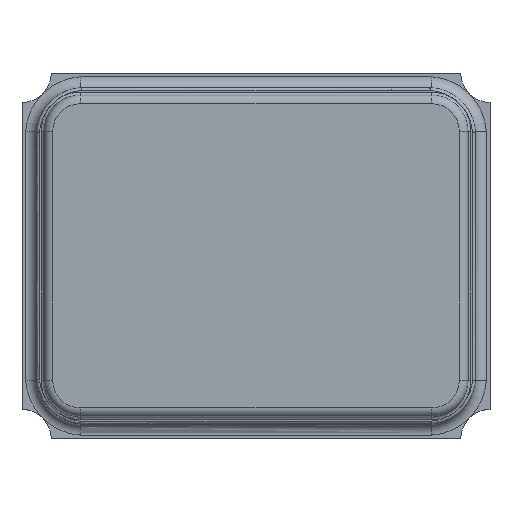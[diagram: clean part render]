
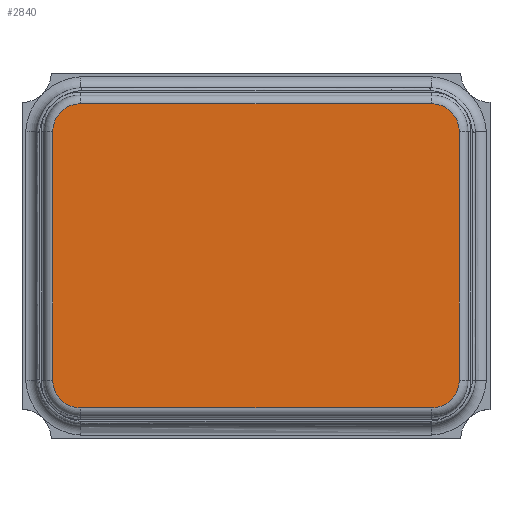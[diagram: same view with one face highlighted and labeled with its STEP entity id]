
A CAD part, top view. The second image highlights one B-rep face of the part: STEP entity #2840.
In plain terms, the highlighted planar face has unit normal (0, 0, 1).
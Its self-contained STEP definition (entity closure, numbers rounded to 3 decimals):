
#22 = LINE ( 'NONE', #2296, #3397 ) ;
#136 = EDGE_CURVE ( 'NONE', #1633, #2208, #951, .T. ) ;
#137 = LINE ( 'NONE', #3314, #829 ) ;
#170 = EDGE_CURVE ( 'NONE', #2151, #2984, #1998, .T. ) ;
#195 = EDGE_CURVE ( 'NONE', #2208, #1813, #22, .T. ) ;
#241 = DIRECTION ( 'NONE',  ( 0., 0., 1. ) ) ;
#257 = EDGE_CURVE ( 'NONE', #2984, #2685, #3865, .T. ) ;
#283 = EDGE_CURVE ( 'NONE', #1813, #2151, #414, .T. ) ;
#414 = CIRCLE ( 'NONE', #3470, 0.19 ) ;
#470 = EDGE_LOOP ( 'NONE', ( #563, #1877, #1781, #4138, #3347, #625, #3288, #844 ) ) ;
#515 = CARTESIAN_POINT ( 'NONE',  ( 2.8, 2.29, 0.6 ) ) ;
#563 = ORIENTED_EDGE ( 'NONE', *, *, #257, .T. ) ;
#625 = ORIENTED_EDGE ( 'NONE', *, *, #195, .T. ) ;
#652 = CARTESIAN_POINT ( 'NONE',  ( 0.4, 0.4, 0.6 ) ) ;
#732 = EDGE_CURVE ( 'NONE', #4584, #1633, #137, .T. ) ;
#746 = EDGE_CURVE ( 'NONE', #1011, #4584, #4260, .T. ) ;
#829 = VECTOR ( 'NONE', #1652, 1000. ) ;
#844 = ORIENTED_EDGE ( 'NONE', *, *, #170, .T. ) ;
#951 = CIRCLE ( 'NONE', #4541, 0.19 ) ;
#981 = LINE ( 'NONE', #4594, #1752 ) ;
#1011 = VERTEX_POINT ( 'NONE', #1229 ) ;
#1132 = DIRECTION ( 'NONE',  ( 1., 0., 0. ) ) ;
#1172 = CARTESIAN_POINT ( 'NONE',  ( 2.8, 2.1, 0.6 ) ) ;
#1229 = CARTESIAN_POINT ( 'NONE',  ( 2.8, 0.21, 0.6 ) ) ;
#1249 = AXIS2_PLACEMENT_3D ( 'NONE', #4202, #3395, #2652 ) ;
#1578 = AXIS2_PLACEMENT_3D ( 'NONE', #2892, #2937, #2201 ) ;
#1581 = DIRECTION ( 'NONE',  ( 0., 0., 1. ) ) ;
#1633 = VERTEX_POINT ( 'NONE', #4822 ) ;
#1652 = DIRECTION ( 'NONE',  ( 0., 1., 0. ) ) ;
#1752 = VECTOR ( 'NONE', #3052, 1000. ) ;
#1781 = ORIENTED_EDGE ( 'NONE', *, *, #746, .T. ) ;
#1813 = VERTEX_POINT ( 'NONE', #2846 ) ;
#1877 = ORIENTED_EDGE ( 'NONE', *, *, #2817, .T. ) ;
#1998 = LINE ( 'NONE', #2678, #2690 ) ;
#2104 = CARTESIAN_POINT ( 'NONE',  ( 0.21, 0.4, 0.6 ) ) ;
#2151 = VERTEX_POINT ( 'NONE', #3373 ) ;
#2174 = DIRECTION ( 'NONE',  ( -1., 0., 0. ) ) ;
#2186 = DIRECTION ( 'NONE',  ( 1., 0., 0. ) ) ;
#2201 = DIRECTION ( 'NONE',  ( 1., 0., 0. ) ) ;
#2208 = VERTEX_POINT ( 'NONE', #515 ) ;
#2296 = CARTESIAN_POINT ( 'NONE',  ( 0.4, 2.29, 0.6 ) ) ;
#2513 = FACE_OUTER_BOUND ( 'NONE', #470, .T. ) ;
#2652 = DIRECTION ( 'NONE',  ( 1., 0., 0. ) ) ;
#2678 = CARTESIAN_POINT ( 'NONE',  ( 0.21, 0.4, 0.6 ) ) ;
#2685 = VERTEX_POINT ( 'NONE', #2980 ) ;
#2690 = VECTOR ( 'NONE', #4282, 1000. ) ;
#2817 = EDGE_CURVE ( 'NONE', #2685, #1011, #981, .T. ) ;
#2840 = ADVANCED_FACE ( 'NONE', ( #2513 ), #4451, .T. ) ;
#2846 = CARTESIAN_POINT ( 'NONE',  ( 0.4, 2.29, 0.6 ) ) ;
#2892 = CARTESIAN_POINT ( 'NONE',  ( 2.8, 0.4, 0.6 ) ) ;
#2937 = DIRECTION ( 'NONE',  ( 0., 0., 1. ) ) ;
#2980 = CARTESIAN_POINT ( 'NONE',  ( 0.4, 0.21, 0.6 ) ) ;
#2984 = VERTEX_POINT ( 'NONE', #2104 ) ;
#3052 = DIRECTION ( 'NONE',  ( 1., 0., 0. ) ) ;
#3151 = DIRECTION ( 'NONE',  ( 0., 0., 1. ) ) ;
#3288 = ORIENTED_EDGE ( 'NONE', *, *, #283, .T. ) ;
#3314 = CARTESIAN_POINT ( 'NONE',  ( 2.99, 2.1, 0.6 ) ) ;
#3347 = ORIENTED_EDGE ( 'NONE', *, *, #136, .T. ) ;
#3373 = CARTESIAN_POINT ( 'NONE',  ( 0.21, 2.1, 0.6 ) ) ;
#3395 = DIRECTION ( 'NONE',  ( 0., 0., 1. ) ) ;
#3397 = VECTOR ( 'NONE', #2174, 1000. ) ;
#3470 = AXIS2_PLACEMENT_3D ( 'NONE', #3545, #241, #3776 ) ;
#3510 = AXIS2_PLACEMENT_3D ( 'NONE', #652, #3151, #2186 ) ;
#3545 = CARTESIAN_POINT ( 'NONE',  ( 0.4, 2.1, 0.6 ) ) ;
#3776 = DIRECTION ( 'NONE',  ( 1., 0., 0. ) ) ;
#3865 = CIRCLE ( 'NONE', #3510, 0.19 ) ;
#4138 = ORIENTED_EDGE ( 'NONE', *, *, #732, .T. ) ;
#4202 = CARTESIAN_POINT ( 'NONE',  ( 0.4, 0.4, 0.6 ) ) ;
#4246 = CARTESIAN_POINT ( 'NONE',  ( 2.99, 0.4, 0.6 ) ) ;
#4260 = CIRCLE ( 'NONE', #1578, 0.19 ) ;
#4282 = DIRECTION ( 'NONE',  ( 0., -1., 0. ) ) ;
#4451 = PLANE ( 'NONE',  #1249 ) ;
#4541 = AXIS2_PLACEMENT_3D ( 'NONE', #1172, #1581, #1132 ) ;
#4584 = VERTEX_POINT ( 'NONE', #4246 ) ;
#4594 = CARTESIAN_POINT ( 'NONE',  ( 2.8, 0.21, 0.6 ) ) ;
#4822 = CARTESIAN_POINT ( 'NONE',  ( 2.99, 2.1, 0.6 ) ) ;
